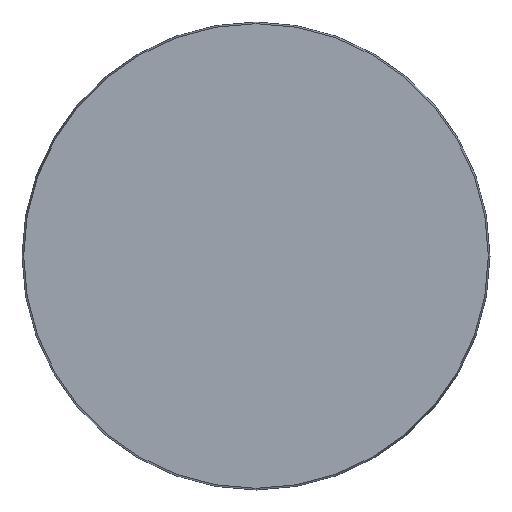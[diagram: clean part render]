
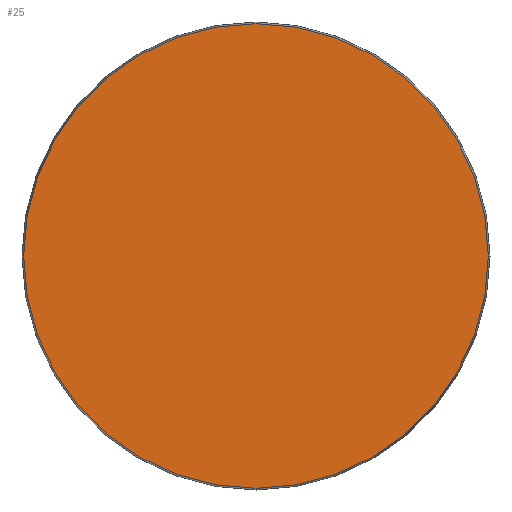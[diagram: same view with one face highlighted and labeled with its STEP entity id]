
A CAD part, front view. The second image highlights one B-rep face of the part: STEP entity #25.
In plain terms, the highlighted planar face has unit normal (0, -1, 0).
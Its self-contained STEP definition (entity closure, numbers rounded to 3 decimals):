
#25 = ADVANCED_FACE ( 'NONE', ( #171 ), #413, .F. ) ;
#57 = DIRECTION ( 'NONE',  ( 0., 1., 0. ) ) ;
#73 = AXIS2_PLACEMENT_3D ( 'NONE', #354, #57, #290 ) ;
#171 = FACE_OUTER_BOUND ( 'NONE', #458, .T. ) ;
#243 = CIRCLE ( 'NONE', #266, 78.425 ) ;
#266 = AXIS2_PLACEMENT_3D ( 'NONE', #650, #540, #301 ) ;
#290 = DIRECTION ( 'NONE',  ( 0., 0., 1. ) ) ;
#301 = DIRECTION ( 'NONE',  ( 0., 0., -1. ) ) ;
#354 = CARTESIAN_POINT ( 'NONE',  ( -78.425, 0., 0. ) ) ;
#413 = PLANE ( 'NONE',  #73 ) ;
#458 = EDGE_LOOP ( 'NONE', ( #559 ) ) ;
#540 = DIRECTION ( 'NONE',  ( 0., -1., 0. ) ) ;
#559 = ORIENTED_EDGE ( 'NONE', *, *, #584, .T. ) ;
#584 = EDGE_CURVE ( 'NONE', #692, #692, #243, .T. ) ;
#650 = CARTESIAN_POINT ( 'NONE',  ( 0., 0., 0. ) ) ;
#685 = CARTESIAN_POINT ( 'NONE',  ( 0., 0., -78.425 ) ) ;
#692 = VERTEX_POINT ( 'NONE', #685 ) ;
